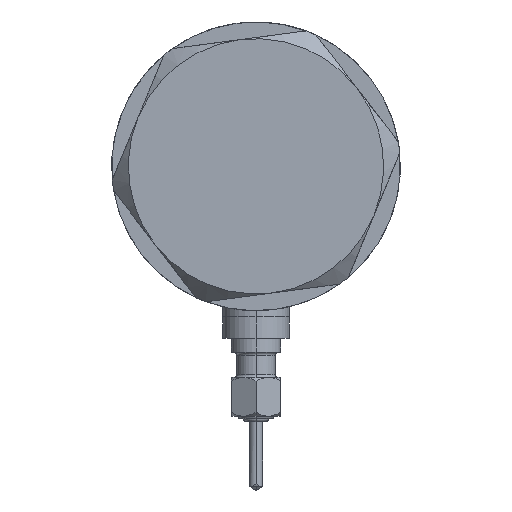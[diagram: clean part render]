
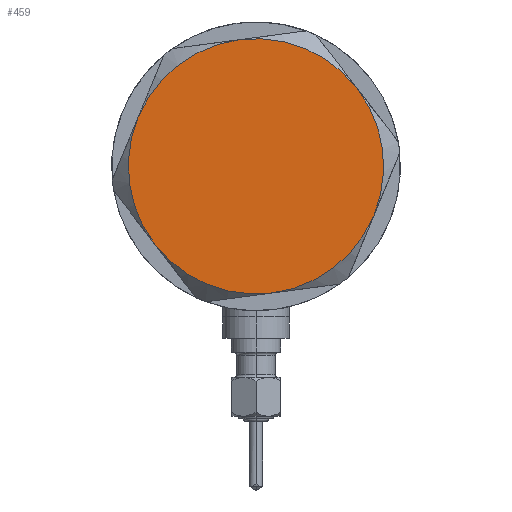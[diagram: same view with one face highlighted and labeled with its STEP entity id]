
A CAD part, left-side view. The second image highlights one B-rep face of the part: STEP entity #459.
In plain terms, the highlighted face is planar.
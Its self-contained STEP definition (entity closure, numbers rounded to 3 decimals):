
#34 = ORIENTED_EDGE ( 'NONE', *, *, #2243, .T. ) ;
#36 = DIRECTION ( 'NONE',  ( 1., 0., 0. ) ) ;
#38 = DIRECTION ( 'NONE',  ( 0., 0., 1. ) ) ;
#168 = AXIS2_PLACEMENT_3D ( 'NONE', #3431, #6193, #284 ) ;
#266 = DIRECTION ( 'NONE',  ( 1., 0., 0. ) ) ;
#284 = DIRECTION ( 'NONE',  ( 1., 0., 0. ) ) ;
#387 = VERTEX_POINT ( 'NONE', #1469 ) ;
#459 = ADVANCED_FACE ( 'NONE', ( #1257 ), #2505, .T. ) ;
#489 = DIRECTION ( 'NONE',  ( 1., 0., 0. ) ) ;
#633 = DIRECTION ( 'NONE',  ( 1., 0., 0. ) ) ;
#737 = CIRCLE ( 'NONE', #2303, 23. ) ;
#1075 = DIRECTION ( 'NONE',  ( 1., 0., 0. ) ) ;
#1112 = AXIS2_PLACEMENT_3D ( 'NONE', #6393, #38, #1075 ) ;
#1116 = VERTEX_POINT ( 'NONE', #5691 ) ;
#1245 = DIRECTION ( 'NONE',  ( 0., 0., 1. ) ) ;
#1257 = FACE_OUTER_BOUND ( 'NONE', #6313, .T. ) ;
#1320 = AXIS2_PLACEMENT_3D ( 'NONE', #4008, #2934, #266 ) ;
#1455 = CARTESIAN_POINT ( 'NONE',  ( 11.5, -19.919, 9. ) ) ;
#1469 = CARTESIAN_POINT ( 'NONE',  ( -11.5, 19.919, 9. ) ) ;
#1509 = CARTESIAN_POINT ( 'NONE',  ( -11.5, -19.919, 9. ) ) ;
#1614 = EDGE_CURVE ( 'NONE', #387, #1116, #2859, .T. ) ;
#1766 = DIRECTION ( 'NONE',  ( 1., 0., 0. ) ) ;
#1787 = ORIENTED_EDGE ( 'NONE', *, *, #1817, .T. ) ;
#1817 = EDGE_CURVE ( 'NONE', #2497, #3547, #737, .T. ) ;
#2054 = ORIENTED_EDGE ( 'NONE', *, *, #3710, .T. ) ;
#2115 = CARTESIAN_POINT ( 'NONE',  ( 11.5, 19.919, 9. ) ) ;
#2243 = EDGE_CURVE ( 'NONE', #3547, #2944, #5540, .T. ) ;
#2303 = AXIS2_PLACEMENT_3D ( 'NONE', #4822, #2760, #1766 ) ;
#2448 = CIRCLE ( 'NONE', #6351, 23. ) ;
#2497 = VERTEX_POINT ( 'NONE', #1455 ) ;
#2505 = PLANE ( 'NONE',  #168 ) ;
#2546 = AXIS2_PLACEMENT_3D ( 'NONE', #3767, #3277, #36 ) ;
#2760 = DIRECTION ( 'NONE',  ( 0., 0., 1. ) ) ;
#2809 = CARTESIAN_POINT ( 'NONE',  ( 0., 0., 9. ) ) ;
#2859 = CIRCLE ( 'NONE', #6530, 23. ) ;
#2934 = DIRECTION ( 'NONE',  ( 0., 0., 1. ) ) ;
#2944 = VERTEX_POINT ( 'NONE', #2115 ) ;
#3011 = CIRCLE ( 'NONE', #1112, 23. ) ;
#3068 = CARTESIAN_POINT ( 'NONE',  ( 23., 0., 9. ) ) ;
#3158 = CARTESIAN_POINT ( 'NONE',  ( 0., 0., 9. ) ) ;
#3277 = DIRECTION ( 'NONE',  ( 0., 0., 1. ) ) ;
#3318 = ORIENTED_EDGE ( 'NONE', *, *, #4539, .T. ) ;
#3431 = CARTESIAN_POINT ( 'NONE',  ( 0., 0., 9. ) ) ;
#3547 = VERTEX_POINT ( 'NONE', #3068 ) ;
#3710 = EDGE_CURVE ( 'NONE', #5813, #2497, #2448, .T. ) ;
#3767 = CARTESIAN_POINT ( 'NONE',  ( 0., 0., 9. ) ) ;
#4008 = CARTESIAN_POINT ( 'NONE',  ( 0., 0., 9. ) ) ;
#4343 = EDGE_CURVE ( 'NONE', #1116, #5813, #5812, .T. ) ;
#4539 = EDGE_CURVE ( 'NONE', #2944, #387, #3011, .T. ) ;
#4822 = CARTESIAN_POINT ( 'NONE',  ( 0., 0., 9. ) ) ;
#5314 = DIRECTION ( 'NONE',  ( 0., 0., 1. ) ) ;
#5540 = CIRCLE ( 'NONE', #2546, 23. ) ;
#5585 = ORIENTED_EDGE ( 'NONE', *, *, #1614, .T. ) ;
#5691 = CARTESIAN_POINT ( 'NONE',  ( -23., 0., 9. ) ) ;
#5812 = CIRCLE ( 'NONE', #1320, 23. ) ;
#5813 = VERTEX_POINT ( 'NONE', #1509 ) ;
#6193 = DIRECTION ( 'NONE',  ( 0., 0., 1. ) ) ;
#6313 = EDGE_LOOP ( 'NONE', ( #1787, #34, #3318, #5585, #6614, #2054 ) ) ;
#6351 = AXIS2_PLACEMENT_3D ( 'NONE', #2809, #1245, #633 ) ;
#6393 = CARTESIAN_POINT ( 'NONE',  ( 0., 0., 9. ) ) ;
#6530 = AXIS2_PLACEMENT_3D ( 'NONE', #3158, #5314, #489 ) ;
#6614 = ORIENTED_EDGE ( 'NONE', *, *, #4343, .T. ) ;
